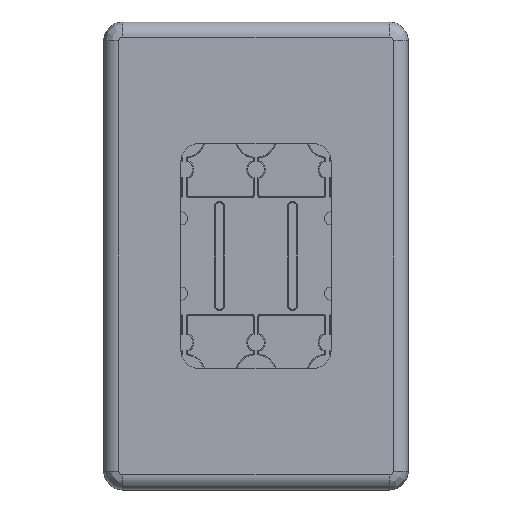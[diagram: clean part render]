
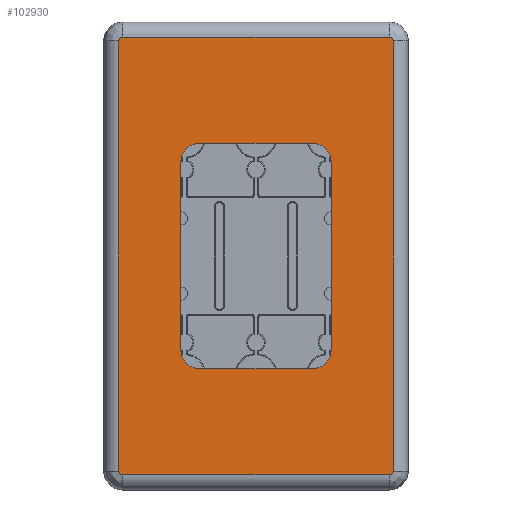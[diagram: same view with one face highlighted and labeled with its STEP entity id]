
A CAD part, front view. The second image highlights one B-rep face of the part: STEP entity #102930.
In plain terms, the highlighted planar face has unit normal (0, -1, 0).
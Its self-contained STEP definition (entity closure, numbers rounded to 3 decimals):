
#102325=CARTESIAN_POINT('',(71.,0.,114.5));
#102326=DIRECTION('',(0.,1.,0.));
#102327=DIRECTION('',(0.,0.,1.));
#102328=AXIS2_PLACEMENT_3D('',#102325,#102326,#102327);
#102330=CARTESIAN_POINT('',(71.,0.,-114.5));
#102331=DIRECTION('',(0.,1.,0.));
#102332=DIRECTION('',(1.,0.,0.));
#102333=AXIS2_PLACEMENT_3D('',#102330,#102331,#102332);
#102335=CARTESIAN_POINT('',(-71.,0.,-114.5));
#102336=DIRECTION('',(0.,1.,0.));
#102337=DIRECTION('',(0.,0.,-1.));
#102338=AXIS2_PLACEMENT_3D('',#102335,#102336,#102337);
#102340=CARTESIAN_POINT('',(-71.,0.,114.5));
#102341=DIRECTION('',(0.,1.,0.));
#102342=DIRECTION('',(-1.,0.,0.));
#102343=AXIS2_PLACEMENT_3D('',#102340,#102341,#102342);
#102345=CARTESIAN_POINT('',(-30.,0.,-50.));
#102346=DIRECTION('',(0.,-1.,0.));
#102347=DIRECTION('',(-1.,0.,0.));
#102348=AXIS2_PLACEMENT_3D('',#102345,#102346,#102347);
#102350=CARTESIAN_POINT('',(30.,0.,-50.));
#102351=DIRECTION('',(0.,-1.,0.));
#102352=DIRECTION('',(0.,0.,-1.));
#102353=AXIS2_PLACEMENT_3D('',#102350,#102351,#102352);
#102355=CARTESIAN_POINT('',(30.,0.,50.));
#102356=DIRECTION('',(0.,-1.,0.));
#102357=DIRECTION('',(1.,0.,0.));
#102358=AXIS2_PLACEMENT_3D('',#102355,#102356,#102357);
#102360=CARTESIAN_POINT('',(-30.,0.,50.));
#102361=DIRECTION('',(0.,-1.,0.));
#102362=DIRECTION('',(0.,0.,1.));
#102363=AXIS2_PLACEMENT_3D('',#102360,#102361,#102362);
#102380=DIRECTION('',(-1.,0.,0.));
#102381=VECTOR('',#102380,142.);
#102382=CARTESIAN_POINT('',(71.,0.,116.5));
#102383=LINE('',#102382,#102381);
#102403=DIRECTION('',(0.,0.,-1.));
#102404=VECTOR('',#102403,229.);
#102405=CARTESIAN_POINT('',(-73.,0.,114.5));
#102406=LINE('',#102405,#102404);
#102426=DIRECTION('',(1.,0.,0.));
#102427=VECTOR('',#102426,142.);
#102428=CARTESIAN_POINT('',(-71.,0.,-116.5));
#102429=LINE('',#102428,#102427);
#102449=DIRECTION('',(0.,0.,1.));
#102450=VECTOR('',#102449,229.);
#102451=CARTESIAN_POINT('',(73.,0.,-114.5));
#102452=LINE('',#102451,#102450);
#102713=DIRECTION('',(-1.,0.,0.));
#102714=VECTOR('',#102713,60.);
#102715=CARTESIAN_POINT('',(30.,0.,-60.));
#102716=LINE('',#102715,#102714);
#102725=DIRECTION('',(0.,0.,-1.));
#102726=VECTOR('',#102725,100.);
#102727=CARTESIAN_POINT('',(40.,0.,50.));
#102728=LINE('',#102727,#102726);
#102737=DIRECTION('',(1.,0.,0.));
#102738=VECTOR('',#102737,60.);
#102739=CARTESIAN_POINT('',(-30.,0.,60.));
#102740=LINE('',#102739,#102738);
#102749=DIRECTION('',(0.,0.,1.));
#102750=VECTOR('',#102749,100.);
#102751=CARTESIAN_POINT('',(-40.,0.,-50.));
#102752=LINE('',#102751,#102750);
#102761=CARTESIAN_POINT('',(71.,0.,116.5));
#102762=CARTESIAN_POINT('',(73.,0.,114.5));
#102763=VERTEX_POINT('',#102761);
#102764=VERTEX_POINT('',#102762);
#102765=CARTESIAN_POINT('',(73.,0.,-114.5));
#102766=VERTEX_POINT('',#102765);
#102767=CARTESIAN_POINT('',(71.,0.,-116.5));
#102768=VERTEX_POINT('',#102767);
#102769=CARTESIAN_POINT('',(-71.,0.,-116.5));
#102770=VERTEX_POINT('',#102769);
#102771=CARTESIAN_POINT('',(-73.,0.,-114.5));
#102772=VERTEX_POINT('',#102771);
#102773=CARTESIAN_POINT('',(-73.,0.,114.5));
#102774=VERTEX_POINT('',#102773);
#102775=CARTESIAN_POINT('',(-71.,0.,116.5));
#102776=VERTEX_POINT('',#102775);
#102777=CARTESIAN_POINT('',(-40.,0.,-50.));
#102778=CARTESIAN_POINT('',(-40.,0.,50.));
#102779=VERTEX_POINT('',#102777);
#102780=VERTEX_POINT('',#102778);
#102781=CARTESIAN_POINT('',(-30.,0.,-60.));
#102782=VERTEX_POINT('',#102781);
#102783=CARTESIAN_POINT('',(30.,0.,-60.));
#102784=VERTEX_POINT('',#102783);
#102785=CARTESIAN_POINT('',(40.,0.,-50.));
#102786=VERTEX_POINT('',#102785);
#102787=CARTESIAN_POINT('',(40.,0.,50.));
#102788=VERTEX_POINT('',#102787);
#102789=CARTESIAN_POINT('',(30.,0.,60.));
#102790=VERTEX_POINT('',#102789);
#102791=CARTESIAN_POINT('',(-30.,0.,60.));
#102792=VERTEX_POINT('',#102791);
#102889=CARTESIAN_POINT('',(0.,0.,0.));
#102890=DIRECTION('',(0.,1.,0.));
#102891=DIRECTION('',(1.,0.,0.));
#102892=AXIS2_PLACEMENT_3D('',#102889,#102890,#102891);
#102893=PLANE('',#102892);
#102895=ORIENTED_EDGE('',*,*,#102894,.T.);
#102897=ORIENTED_EDGE('',*,*,#102896,.F.);
#102899=ORIENTED_EDGE('',*,*,#102898,.T.);
#102901=ORIENTED_EDGE('',*,*,#102900,.F.);
#102903=ORIENTED_EDGE('',*,*,#102902,.T.);
#102905=ORIENTED_EDGE('',*,*,#102904,.F.);
#102907=ORIENTED_EDGE('',*,*,#102906,.T.);
#102909=ORIENTED_EDGE('',*,*,#102908,.F.);
#102910=EDGE_LOOP('',(#102895,#102897,#102899,#102901,#102903,#102905,#102907,
#102909));
#102911=FACE_OUTER_BOUND('',#102910,.F.);
#102913=ORIENTED_EDGE('',*,*,#102912,.F.);
#102915=ORIENTED_EDGE('',*,*,#102914,.T.);
#102917=ORIENTED_EDGE('',*,*,#102916,.F.);
#102919=ORIENTED_EDGE('',*,*,#102918,.T.);
#102921=ORIENTED_EDGE('',*,*,#102920,.F.);
#102923=ORIENTED_EDGE('',*,*,#102922,.T.);
#102925=ORIENTED_EDGE('',*,*,#102924,.F.);
#102927=ORIENTED_EDGE('',*,*,#102926,.T.);
#102928=EDGE_LOOP('',(#102913,#102915,#102917,#102919,#102921,#102923,#102925,
#102927));
#102929=FACE_BOUND('',#102928,.F.);
#102930=ADVANCED_FACE('',(#102911,#102929),#102893,.F.);
#102329=CIRCLE('',#102328,2.);
#102334=CIRCLE('',#102333,2.);
#102339=CIRCLE('',#102338,2.);
#102344=CIRCLE('',#102343,2.);
#102349=CIRCLE('',#102348,10.);
#102354=CIRCLE('',#102353,10.);
#102359=CIRCLE('',#102358,10.);
#102364=CIRCLE('',#102363,10.);
#102894=EDGE_CURVE('',#102763,#102764,#102329,.T.);
#102896=EDGE_CURVE('',#102766,#102764,#102452,.T.);
#102898=EDGE_CURVE('',#102766,#102768,#102334,.T.);
#102900=EDGE_CURVE('',#102770,#102768,#102429,.T.);
#102902=EDGE_CURVE('',#102770,#102772,#102339,.T.);
#102904=EDGE_CURVE('',#102774,#102772,#102406,.T.);
#102906=EDGE_CURVE('',#102774,#102776,#102344,.T.);
#102908=EDGE_CURVE('',#102763,#102776,#102383,.T.);
#102912=EDGE_CURVE('',#102779,#102780,#102752,.T.);
#102914=EDGE_CURVE('',#102779,#102782,#102349,.T.);
#102916=EDGE_CURVE('',#102784,#102782,#102716,.T.);
#102918=EDGE_CURVE('',#102784,#102786,#102354,.T.);
#102920=EDGE_CURVE('',#102788,#102786,#102728,.T.);
#102922=EDGE_CURVE('',#102788,#102790,#102359,.T.);
#102924=EDGE_CURVE('',#102792,#102790,#102740,.T.);
#102926=EDGE_CURVE('',#102792,#102780,#102364,.T.);
